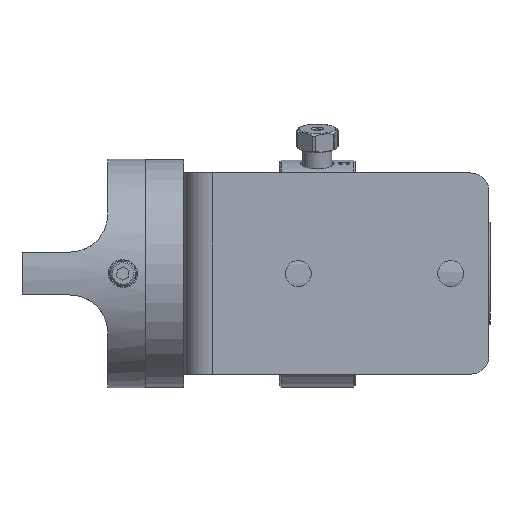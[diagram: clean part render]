
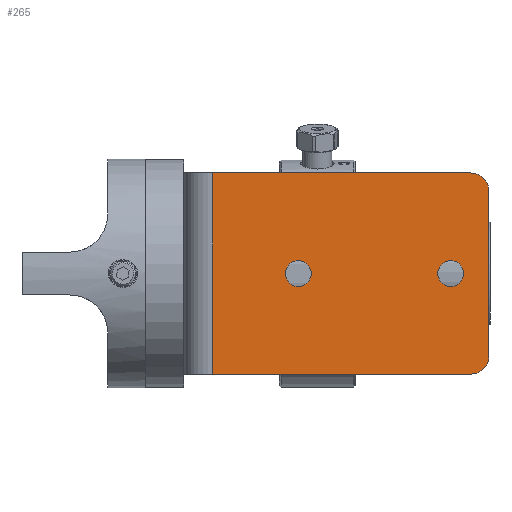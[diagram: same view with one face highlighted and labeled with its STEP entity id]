
A CAD part, front view. The second image highlights one B-rep face of the part: STEP entity #265.
In plain terms, the highlighted planar face has unit normal (0, -1, 0).
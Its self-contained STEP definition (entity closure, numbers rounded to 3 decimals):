
#75=CARTESIAN_POINT('',(50.8,0.0,-3.05));
#76=VERTEX_POINT('',#75);
#85=CARTESIAN_POINT('',(50.8,0.0,-30.478));
#86=VERTEX_POINT('',#85);
#87=CARTESIAN_POINT('',(50.8,0.0,-3.05));
#88=DIRECTION('',(0.0,0.0,-1.0));
#89=VECTOR('',#88,27.428);
#90=LINE('',#87,#89);
#91=EDGE_CURVE('',#76,#86,#90,.T.);
#126=CARTESIAN_POINT('',(16.89,0.,-16.764));
#127=VERTEX_POINT('',#126);
#128=CARTESIAN_POINT('',(19.05,0.0,-16.764));
#129=DIRECTION('',(0.0,1.0,0.0));
#130=DIRECTION('',(1.0,0.0,0.0));
#131=AXIS2_PLACEMENT_3D('',#128,#129,#130);
#132=CIRCLE('',#131,2.16);
#133=EDGE_CURVE('',#127,#127,#132,.T.);
#143=CARTESIAN_POINT('',(4.78,0.0,0.0));
#144=VERTEX_POINT('',#143);
#154=CARTESIAN_POINT('',(47.75,0.0,0.0));
#155=VERTEX_POINT('',#154);
#156=CARTESIAN_POINT('',(4.78,0.0,0.0));
#157=DIRECTION('',(1.0,0.0,0.0));
#158=VECTOR('',#157,42.97);
#159=LINE('',#156,#158);
#160=EDGE_CURVE('',#144,#155,#159,.T.);
#212=CARTESIAN_POINT('',(0.0,0.0,0.0));
#213=DIRECTION('',(0.0,-1.0,0.0));
#214=DIRECTION('',(0.0,0.0,-1.0));
#215=AXIS2_PLACEMENT_3D('',#212,#213,#214);
#216=PLANE('',#215);
#217=CARTESIAN_POINT('',(4.78,0.0,-33.528));
#218=VERTEX_POINT('',#217);
#219=CARTESIAN_POINT('',(4.78,0.0,-33.528));
#220=DIRECTION('',(0.0,0.0,1.0));
#221=VECTOR('',#220,33.528);
#222=LINE('',#219,#221);
#223=EDGE_CURVE('',#218,#144,#222,.T.);
#224=ORIENTED_EDGE('',*,*,#223,.F.);
#225=CARTESIAN_POINT('',(47.75,0.0,-33.528));
#226=VERTEX_POINT('',#225);
#227=CARTESIAN_POINT('',(4.78,0.0,-33.528));
#228=DIRECTION('',(1.0,0.0,0.0));
#229=VECTOR('',#228,42.97);
#230=LINE('',#227,#229);
#231=EDGE_CURVE('',#218,#226,#230,.T.);
#232=ORIENTED_EDGE('',*,*,#231,.T.);
#233=CARTESIAN_POINT('',(47.75,0.0,-30.478));
#234=DIRECTION('',(0.0,1.0,0.0));
#235=DIRECTION('',(0.707,0.0,-0.707));
#236=AXIS2_PLACEMENT_3D('',#233,#234,#235);
#237=CIRCLE('',#236,3.05);
#238=EDGE_CURVE('',#86,#226,#237,.T.);
#239=ORIENTED_EDGE('',*,*,#238,.F.);
#240=ORIENTED_EDGE('',*,*,#91,.F.);
#241=CARTESIAN_POINT('',(47.75,0.0,-3.05));
#242=DIRECTION('',(0.0,1.0,0.0));
#243=DIRECTION('',(0.707,0.0,0.707));
#244=AXIS2_PLACEMENT_3D('',#241,#242,#243);
#245=CIRCLE('',#244,3.05);
#246=EDGE_CURVE('',#155,#76,#245,.T.);
#247=ORIENTED_EDGE('',*,*,#246,.F.);
#248=ORIENTED_EDGE('',*,*,#160,.F.);
#249=EDGE_LOOP('',(#224,#232,#239,#240,#247,#248));
#250=FACE_OUTER_BOUND('',#249,.T.);
#251=CARTESIAN_POINT('',(42.29,0.,-16.764));
#252=VERTEX_POINT('',#251);
#253=CARTESIAN_POINT('',(44.45,0.0,-16.764));
#254=DIRECTION('',(0.0,1.0,0.0));
#255=DIRECTION('',(1.0,0.0,0.0));
#256=AXIS2_PLACEMENT_3D('',#253,#254,#255);
#257=CIRCLE('',#256,2.16);
#258=EDGE_CURVE('',#252,#252,#257,.T.);
#259=ORIENTED_EDGE('',*,*,#258,.T.);
#260=EDGE_LOOP('',(#259));
#261=FACE_BOUND('',#260,.T.);
#262=ORIENTED_EDGE('',*,*,#133,.T.);
#263=EDGE_LOOP('',(#262));
#264=FACE_BOUND('',#263,.T.);
#265=ADVANCED_FACE('',(#250,#261,#264),#216,.T.);
